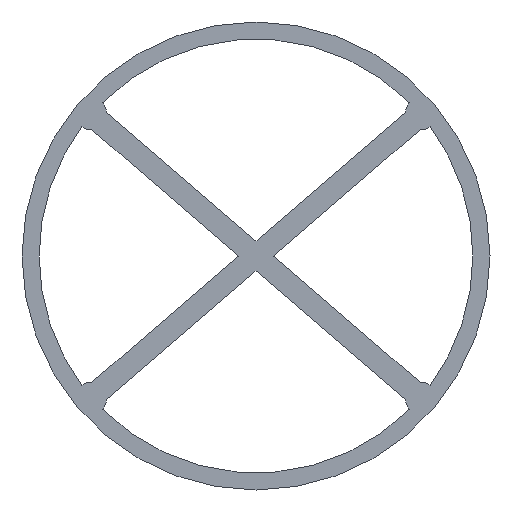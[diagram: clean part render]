
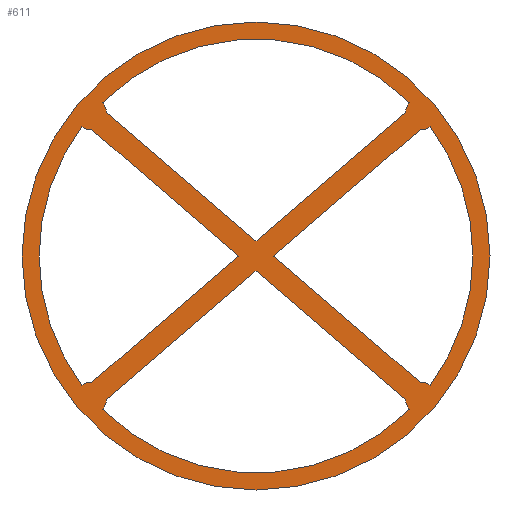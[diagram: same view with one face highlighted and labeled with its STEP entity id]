
A CAD part, front view. The second image highlights one B-rep face of the part: STEP entity #611.
In plain terms, the highlighted planar face has unit normal (0, -1, 0).
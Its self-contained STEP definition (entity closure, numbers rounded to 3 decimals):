
#20=FACE_BOUND('',#112,.T.);
#21=FACE_BOUND('',#113,.T.);
#22=FACE_BOUND('',#114,.T.);
#23=FACE_BOUND('',#115,.T.);
#42=PLANE('',#699);
#74=FACE_OUTER_BOUND('',#111,.T.);
#111=EDGE_LOOP('',(#546));
#112=EDGE_LOOP('',(#547,#548,#549,#550,#551));
#113=EDGE_LOOP('',(#552,#553,#554,#555,#556));
#114=EDGE_LOOP('',(#557,#558,#559,#560,#561));
#115=EDGE_LOOP('',(#562,#563,#564,#565,#566));
#141=LINE('',#1037,#186);
#144=LINE('',#1042,#189);
#146=LINE('',#1046,#191);
#149=LINE('',#1051,#194);
#151=LINE('',#1055,#196);
#154=LINE('',#1060,#199);
#156=LINE('',#1064,#201);
#159=LINE('',#1069,#204);
#186=VECTOR('',#857,10.);
#189=VECTOR('',#862,10.);
#191=VECTOR('',#866,10.);
#194=VECTOR('',#871,10.);
#196=VECTOR('',#875,10.);
#199=VECTOR('',#880,10.);
#201=VECTOR('',#884,10.);
#204=VECTOR('',#889,10.);
#208=CIRCLE('',#629,2.75);
#210=CIRCLE('',#631,2.75);
#218=CIRCLE('',#644,2.75);
#220=CIRCLE('',#646,2.75);
#224=CIRCLE('',#653,2.75);
#226=CIRCLE('',#655,2.75);
#232=CIRCLE('',#665,2.75);
#234=CIRCLE('',#667,2.75);
#238=CIRCLE('',#675,37.996);
#240=CIRCLE('',#678,37.996);
#242=CIRCLE('',#681,37.996);
#244=CIRCLE('',#684,37.996);
#247=CIRCLE('',#688,40.996);
#251=VERTEX_POINT('',#903);
#252=VERTEX_POINT('',#905);
#255=VERTEX_POINT('',#911);
#256=VERTEX_POINT('',#913);
#265=VERTEX_POINT('',#939);
#266=VERTEX_POINT('',#941);
#269=VERTEX_POINT('',#947);
#270=VERTEX_POINT('',#949);
#275=VERTEX_POINT('',#963);
#276=VERTEX_POINT('',#965);
#279=VERTEX_POINT('',#971);
#280=VERTEX_POINT('',#973);
#287=VERTEX_POINT('',#993);
#288=VERTEX_POINT('',#995);
#291=VERTEX_POINT('',#1001);
#292=VERTEX_POINT('',#1003);
#297=VERTEX_POINT('',#1031);
#298=VERTEX_POINT('',#1036);
#300=VERTEX_POINT('',#1045);
#302=VERTEX_POINT('',#1054);
#304=VERTEX_POINT('',#1063);
#310=EDGE_CURVE('',#251,#252,#208,.T.);
#314=EDGE_CURVE('',#255,#256,#210,.T.);
#327=EDGE_CURVE('',#265,#266,#218,.T.);
#331=EDGE_CURVE('',#269,#270,#220,.T.);
#338=EDGE_CURVE('',#275,#276,#224,.T.);
#342=EDGE_CURVE('',#279,#280,#226,.T.);
#352=EDGE_CURVE('',#287,#288,#232,.T.);
#356=EDGE_CURVE('',#291,#292,#234,.T.);
#362=EDGE_CURVE('',#256,#269,#238,.T.);
#364=EDGE_CURVE('',#280,#251,#240,.T.);
#366=EDGE_CURVE('',#288,#275,#242,.T.);
#368=EDGE_CURVE('',#266,#291,#244,.T.);
#372=EDGE_CURVE('',#297,#297,#247,.T.);
#373=EDGE_CURVE('',#255,#298,#141,.T.);
#376=EDGE_CURVE('',#270,#298,#144,.T.);
#378=EDGE_CURVE('',#265,#300,#146,.T.);
#381=EDGE_CURVE('',#300,#292,#149,.T.);
#383=EDGE_CURVE('',#302,#287,#151,.T.);
#386=EDGE_CURVE('',#302,#276,#154,.T.);
#388=EDGE_CURVE('',#304,#279,#156,.T.);
#391=EDGE_CURVE('',#252,#304,#159,.T.);
#546=ORIENTED_EDGE('',*,*,#372,.F.);
#547=ORIENTED_EDGE('',*,*,#364,.F.);
#548=ORIENTED_EDGE('',*,*,#342,.F.);
#549=ORIENTED_EDGE('',*,*,#388,.F.);
#550=ORIENTED_EDGE('',*,*,#391,.F.);
#551=ORIENTED_EDGE('',*,*,#310,.F.);
#552=ORIENTED_EDGE('',*,*,#314,.F.);
#553=ORIENTED_EDGE('',*,*,#373,.T.);
#554=ORIENTED_EDGE('',*,*,#376,.F.);
#555=ORIENTED_EDGE('',*,*,#331,.F.);
#556=ORIENTED_EDGE('',*,*,#362,.F.);
#557=ORIENTED_EDGE('',*,*,#366,.F.);
#558=ORIENTED_EDGE('',*,*,#352,.F.);
#559=ORIENTED_EDGE('',*,*,#383,.F.);
#560=ORIENTED_EDGE('',*,*,#386,.T.);
#561=ORIENTED_EDGE('',*,*,#338,.F.);
#562=ORIENTED_EDGE('',*,*,#327,.F.);
#563=ORIENTED_EDGE('',*,*,#378,.T.);
#564=ORIENTED_EDGE('',*,*,#381,.T.);
#565=ORIENTED_EDGE('',*,*,#356,.F.);
#566=ORIENTED_EDGE('',*,*,#368,.F.);
#611=ADVANCED_FACE('',(#74,#20,#21,#22,#23),#42,.F.);
#629=AXIS2_PLACEMENT_3D('',#906,#710,#711);
#631=AXIS2_PLACEMENT_3D('',#914,#716,#717);
#644=AXIS2_PLACEMENT_3D('',#942,#747,#748);
#646=AXIS2_PLACEMENT_3D('',#950,#753,#754);
#653=AXIS2_PLACEMENT_3D('',#966,#770,#771);
#655=AXIS2_PLACEMENT_3D('',#974,#776,#777);
#665=AXIS2_PLACEMENT_3D('',#996,#800,#801);
#667=AXIS2_PLACEMENT_3D('',#1004,#806,#807);
#675=AXIS2_PLACEMENT_3D('',#1017,#824,#825);
#678=AXIS2_PLACEMENT_3D('',#1020,#830,#831);
#681=AXIS2_PLACEMENT_3D('',#1023,#836,#837);
#684=AXIS2_PLACEMENT_3D('',#1026,#842,#843);
#688=AXIS2_PLACEMENT_3D('',#1033,#851,#852);
#699=AXIS2_PLACEMENT_3D('',#1072,#893,#894);
#710=DIRECTION('center_axis',(0.,1.,0.));
#711=DIRECTION('ref_axis',(1.,0.,0.));
#716=DIRECTION('center_axis',(0.,1.,0.));
#717=DIRECTION('ref_axis',(1.,0.,0.));
#747=DIRECTION('center_axis',(0.,1.,0.));
#748=DIRECTION('ref_axis',(1.,0.,0.));
#753=DIRECTION('center_axis',(0.,1.,0.));
#754=DIRECTION('ref_axis',(1.,0.,0.));
#770=DIRECTION('center_axis',(0.,1.,0.));
#771=DIRECTION('ref_axis',(1.,0.,0.));
#776=DIRECTION('center_axis',(0.,1.,0.));
#777=DIRECTION('ref_axis',(1.,0.,0.));
#800=DIRECTION('center_axis',(0.,1.,0.));
#801=DIRECTION('ref_axis',(1.,0.,0.));
#806=DIRECTION('center_axis',(0.,1.,0.));
#807=DIRECTION('ref_axis',(1.,0.,0.));
#824=DIRECTION('center_axis',(0.,-1.,0.));
#825=DIRECTION('ref_axis',(1.,0.,0.));
#830=DIRECTION('center_axis',(0.,-1.,0.));
#831=DIRECTION('ref_axis',(1.,0.,0.));
#836=DIRECTION('center_axis',(0.,-1.,0.));
#837=DIRECTION('ref_axis',(1.,0.,0.));
#842=DIRECTION('center_axis',(0.,-1.,0.));
#843=DIRECTION('ref_axis',(1.,0.,0.));
#851=DIRECTION('center_axis',(0.,1.,0.));
#852=DIRECTION('ref_axis',(1.,0.,0.));
#857=DIRECTION('',(0.758,0.,0.653));
#862=DIRECTION('',(-0.758,0.,0.653));
#866=DIRECTION('',(-0.758,0.,0.653));
#871=DIRECTION('',(0.758,0.,0.653));
#875=DIRECTION('',(0.758,0.,0.653));
#880=DIRECTION('',(-0.758,0.,0.653));
#884=DIRECTION('',(-0.758,0.,0.653));
#889=DIRECTION('',(0.758,0.,0.653));
#893=DIRECTION('center_axis',(0.,1.,0.));
#894=DIRECTION('ref_axis',(1.,0.,0.));
#903=CARTESIAN_POINT('',(-30.502,0.,-22.658));
#905=CARTESIAN_POINT('',(-28.75,0.,-22.128));
#906=CARTESIAN_POINT('Origin',(-28.875,0.,-24.875));
#911=CARTESIAN_POINT('',(-26.14,0.,-25.158));
#913=CARTESIAN_POINT('',(-26.923,0.,-26.812));
#914=CARTESIAN_POINT('Origin',(-28.875,0.,-24.875));
#939=CARTESIAN_POINT('',(28.75,0.,-22.128));
#941=CARTESIAN_POINT('',(30.502,0.,-22.658));
#942=CARTESIAN_POINT('Origin',(28.875,0.,-24.875));
#947=CARTESIAN_POINT('',(26.923,0.,-26.812));
#949=CARTESIAN_POINT('',(26.14,0.,-25.158));
#950=CARTESIAN_POINT('Origin',(28.875,0.,-24.875));
#963=CARTESIAN_POINT('',(-26.923,0.,26.812));
#965=CARTESIAN_POINT('',(-26.14,0.,25.158));
#966=CARTESIAN_POINT('Origin',(-28.875,0.,24.875));
#971=CARTESIAN_POINT('',(-28.75,0.,22.128));
#973=CARTESIAN_POINT('',(-30.502,0.,22.658));
#974=CARTESIAN_POINT('Origin',(-28.875,0.,24.875));
#993=CARTESIAN_POINT('',(26.14,0.,25.158));
#995=CARTESIAN_POINT('',(26.923,0.,26.812));
#996=CARTESIAN_POINT('Origin',(28.875,0.,24.875));
#1001=CARTESIAN_POINT('',(30.502,0.,22.658));
#1003=CARTESIAN_POINT('',(28.75,0.,22.128));
#1004=CARTESIAN_POINT('Origin',(28.875,0.,24.875));
#1017=CARTESIAN_POINT('Origin',(0.,0.,0.));
#1020=CARTESIAN_POINT('Origin',(0.,0.,0.));
#1023=CARTESIAN_POINT('Origin',(0.,0.,0.));
#1026=CARTESIAN_POINT('Origin',(0.,0.,0.));
#1031=CARTESIAN_POINT('',(-40.996,0.,0.));
#1033=CARTESIAN_POINT('Origin',(0.,0.,0.));
#1036=CARTESIAN_POINT('',(0.,0.,-2.64));
#1037=CARTESIAN_POINT('',(-27.804,0.,-26.592));
#1042=CARTESIAN_POINT('',(27.804,0.,-26.592));
#1045=CARTESIAN_POINT('',(3.064,0.,0.));
#1046=CARTESIAN_POINT('',(30.445,0.,-23.587));
#1051=CARTESIAN_POINT('',(-27.804,0.,-26.592));
#1054=CARTESIAN_POINT('',(0.,0.,2.64));
#1055=CARTESIAN_POINT('',(-30.444,0.,-23.587));
#1060=CARTESIAN_POINT('',(30.445,0.,-23.587));
#1063=CARTESIAN_POINT('',(-3.064,0.,0.));
#1064=CARTESIAN_POINT('',(27.804,0.,-26.592));
#1069=CARTESIAN_POINT('',(-30.444,0.,-23.587));
#1072=CARTESIAN_POINT('Origin',(0.,0.,0.));
